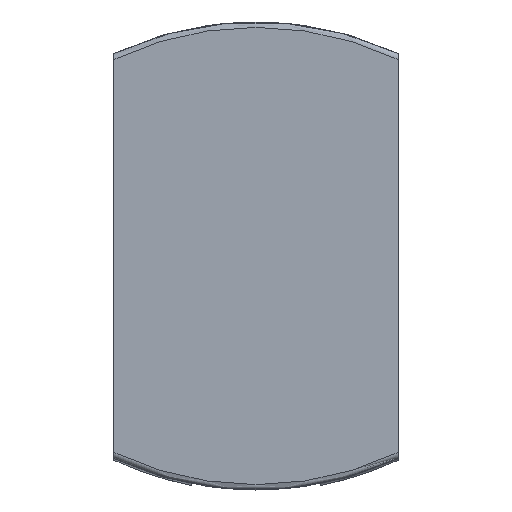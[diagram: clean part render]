
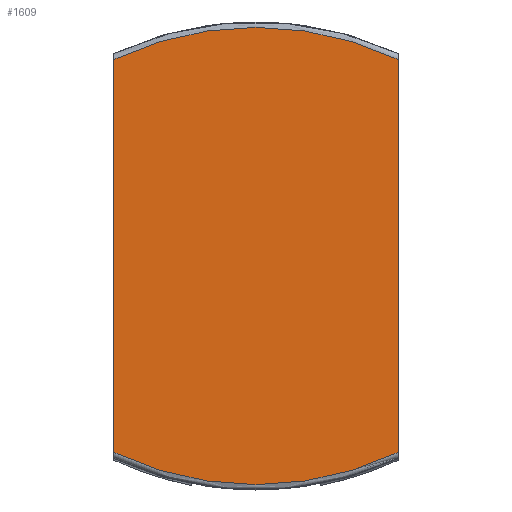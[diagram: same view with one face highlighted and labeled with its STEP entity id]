
A CAD part, top view. The second image highlights one B-rep face of the part: STEP entity #1609.
In plain terms, the highlighted planar face has unit normal (0, 0, 1).
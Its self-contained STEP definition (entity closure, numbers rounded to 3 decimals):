
#32 = EDGE_CURVE ( 'NONE', #908, #2534, #1329, .T. ) ;
#46 = VECTOR ( 'NONE', #531, 1000. ) ;
#144 = DIRECTION ( 'NONE',  ( -1., 0., 0. ) ) ;
#158 = EDGE_LOOP ( 'NONE', ( #2023, #2516, #1944, #2737 ) ) ;
#215 = CARTESIAN_POINT ( 'NONE',  ( 13.25, 13.248, 32.1 ) ) ;
#320 = CIRCLE ( 'NONE', #2263, 30.8 ) ;
#388 = CARTESIAN_POINT ( 'NONE',  ( 0., -9.47, 32.1 ) ) ;
#395 = FACE_OUTER_BOUND ( 'NONE', #158, .T. ) ;
#415 = CARTESIAN_POINT ( 'NONE',  ( 0., 9.47, 32.1 ) ) ;
#448 = EDGE_CURVE ( 'NONE', #976, #2691, #2166, .T. ) ;
#531 = DIRECTION ( 'NONE',  ( 0., -1., 0. ) ) ;
#577 = DIRECTION ( 'NONE',  ( 0., 0., -1. ) ) ;
#594 = EDGE_CURVE ( 'NONE', #908, #2691, #967, .T. ) ;
#742 = AXIS2_PLACEMENT_3D ( 'NONE', #388, #577, #144 ) ;
#758 = CARTESIAN_POINT ( 'NONE',  ( 13.25, 18.334, 32.1 ) ) ;
#908 = VERTEX_POINT ( 'NONE', #1903 ) ;
#967 = CIRCLE ( 'NONE', #742, 30.8 ) ;
#976 = VERTEX_POINT ( 'NONE', #1084 ) ;
#1084 = CARTESIAN_POINT ( 'NONE',  ( 13.25, -18.334, 32.1 ) ) ;
#1093 = PLANE ( 'NONE',  #1672 ) ;
#1263 = CARTESIAN_POINT ( 'NONE',  ( -13.25, -18.334, 32.1 ) ) ;
#1329 = LINE ( 'NONE', #1410, #46 ) ;
#1410 = CARTESIAN_POINT ( 'NONE',  ( -13.25, 13.248, 32.1 ) ) ;
#1609 = ADVANCED_FACE ( 'NONE', ( #395 ), #1093, .F. ) ;
#1672 = AXIS2_PLACEMENT_3D ( 'NONE', #2643, #2014, #2250 ) ;
#1779 = DIRECTION ( 'NONE',  ( 0., 1., 0. ) ) ;
#1786 = DIRECTION ( 'NONE',  ( 0., 1., 0. ) ) ;
#1903 = CARTESIAN_POINT ( 'NONE',  ( -13.25, 18.334, 32.1 ) ) ;
#1944 = ORIENTED_EDGE ( 'NONE', *, *, #32, .T. ) ;
#1989 = VECTOR ( 'NONE', #1786, 1000. ) ;
#2014 = DIRECTION ( 'NONE',  ( 0., 0., -1. ) ) ;
#2023 = ORIENTED_EDGE ( 'NONE', *, *, #448, .T. ) ;
#2166 = LINE ( 'NONE', #215, #1989 ) ;
#2230 = DIRECTION ( 'NONE',  ( 0., 0., -1. ) ) ;
#2250 = DIRECTION ( 'NONE',  ( -1., 0., 0. ) ) ;
#2263 = AXIS2_PLACEMENT_3D ( 'NONE', #415, #2230, #1779 ) ;
#2516 = ORIENTED_EDGE ( 'NONE', *, *, #594, .F. ) ;
#2534 = VERTEX_POINT ( 'NONE', #1263 ) ;
#2562 = EDGE_CURVE ( 'NONE', #976, #2534, #320, .T. ) ;
#2643 = CARTESIAN_POINT ( 'NONE',  ( 0., -9.47, 32.1 ) ) ;
#2691 = VERTEX_POINT ( 'NONE', #758 ) ;
#2737 = ORIENTED_EDGE ( 'NONE', *, *, #2562, .F. ) ;
